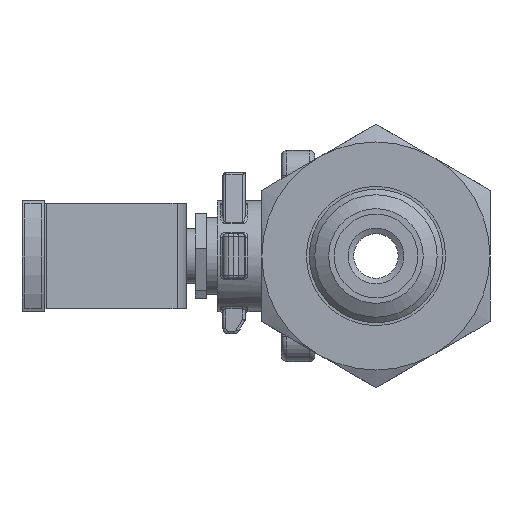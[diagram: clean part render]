
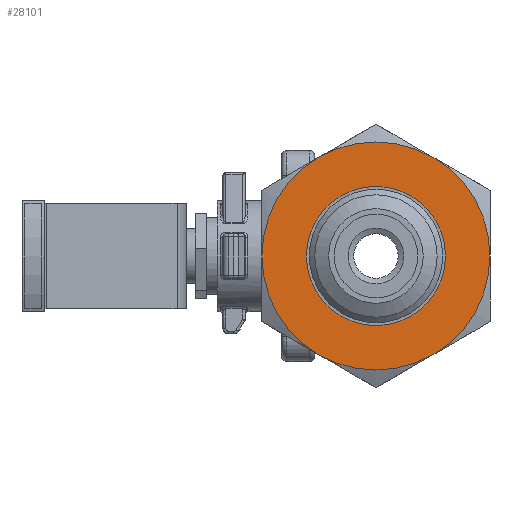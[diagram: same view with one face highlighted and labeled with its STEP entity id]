
A CAD part, left-side view. The second image highlights one B-rep face of the part: STEP entity #28101.
In plain terms, the highlighted planar face has unit normal (-1, 0, 0).
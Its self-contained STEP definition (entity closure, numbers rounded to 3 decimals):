
#27221=CARTESIAN_POINT('',(0.,-10.25,-17.754));
#27222=VERTEX_POINT('',#27221);
#27305=CARTESIAN_POINT('',(0.,10.25,-17.754));
#27306=VERTEX_POINT('',#27305);
#27389=CARTESIAN_POINT('',(0.,20.5,0.));
#27390=VERTEX_POINT('',#27389);
#27473=CARTESIAN_POINT('',(0.,10.25,17.754));
#27474=VERTEX_POINT('',#27473);
#27557=CARTESIAN_POINT('',(0.,-10.25,17.754));
#27558=VERTEX_POINT('',#27557);
#27602=CARTESIAN_POINT('',(0.0,-20.5,0.0));
#27603=VERTEX_POINT('',#27602);
#27604=CARTESIAN_POINT('',(0.,0.,0.0));
#27605=DIRECTION('',(-1.0,0.0,0.0));
#27606=DIRECTION('',(0.0,-1.0,0.0));
#27607=AXIS2_PLACEMENT_3D('',#27604,#27605,#27606);
#27608=CIRCLE('',#27607,20.5);
#27609=EDGE_CURVE('',#27603,#27558,#27608,.T.);
#27642=CARTESIAN_POINT('',(0.,0.,0.0));
#27643=DIRECTION('',(-1.0,0.0,0.0));
#27644=DIRECTION('',(0.0,-1.0,0.0));
#27645=AXIS2_PLACEMENT_3D('',#27642,#27643,#27644);
#27646=CIRCLE('',#27645,20.5);
#27647=EDGE_CURVE('',#27558,#27474,#27646,.T.);
#27666=CARTESIAN_POINT('',(0.,0.,0.0));
#27667=DIRECTION('',(-1.0,0.0,0.0));
#27668=DIRECTION('',(0.0,-1.0,0.0));
#27669=AXIS2_PLACEMENT_3D('',#27666,#27667,#27668);
#27670=CIRCLE('',#27669,20.5);
#27671=EDGE_CURVE('',#27474,#27390,#27670,.T.);
#27690=CARTESIAN_POINT('',(0.,0.,0.0));
#27691=DIRECTION('',(-1.0,0.0,0.0));
#27692=DIRECTION('',(0.0,-1.0,0.0));
#27693=AXIS2_PLACEMENT_3D('',#27690,#27691,#27692);
#27694=CIRCLE('',#27693,20.5);
#27695=EDGE_CURVE('',#27390,#27306,#27694,.T.);
#27736=CARTESIAN_POINT('',(0.,0.,0.0));
#27737=DIRECTION('',(-1.0,0.0,0.0));
#27738=DIRECTION('',(0.0,-1.0,0.0));
#27739=AXIS2_PLACEMENT_3D('',#27736,#27737,#27738);
#27740=CIRCLE('',#27739,20.5);
#27741=EDGE_CURVE('',#27222,#27603,#27740,.T.);
#27986=CARTESIAN_POINT('',(0.,0.,0.0));
#27987=DIRECTION('',(-1.0,0.0,0.0));
#27988=DIRECTION('',(0.0,-1.0,0.0));
#27989=AXIS2_PLACEMENT_3D('',#27986,#27987,#27988);
#27990=CIRCLE('',#27989,20.5);
#27991=EDGE_CURVE('',#27306,#27222,#27990,.T.);
#28077=CARTESIAN_POINT('',(0.0,-16.5,0.0));
#28078=DIRECTION('',(-1.0,0.0,0.0));
#28079=DIRECTION('',(0.0,0.0,1.0));
#28080=AXIS2_PLACEMENT_3D('',#28077,#28078,#28079);
#28081=PLANE('',#28080);
#28082=ORIENTED_EDGE('',*,*,#27609,.T.);
#28083=ORIENTED_EDGE('',*,*,#27647,.T.);
#28084=ORIENTED_EDGE('',*,*,#27671,.T.);
#28085=ORIENTED_EDGE('',*,*,#27695,.T.);
#28086=ORIENTED_EDGE('',*,*,#27991,.T.);
#28087=ORIENTED_EDGE('',*,*,#27741,.T.);
#28088=EDGE_LOOP('',(#28082,#28083,#28084,#28085,#28086,#28087));
#28089=FACE_OUTER_BOUND('',#28088,.T.);
#28090=CARTESIAN_POINT('',(0.0,-12.5,0.0));
#28091=VERTEX_POINT('',#28090);
#28092=CARTESIAN_POINT('',(0.,0.,0.0));
#28093=DIRECTION('',(-1.0,0.0,0.0));
#28094=DIRECTION('',(0.0,-1.0,0.0));
#28095=AXIS2_PLACEMENT_3D('',#28092,#28093,#28094);
#28096=CIRCLE('',#28095,12.5);
#28097=EDGE_CURVE('',#28091,#28091,#28096,.T.);
#28098=ORIENTED_EDGE('',*,*,#28097,.F.);
#28099=EDGE_LOOP('',(#28098));
#28100=FACE_BOUND('',#28099,.T.);
#28101=ADVANCED_FACE('',(#28089,#28100),#28081,.T.);
